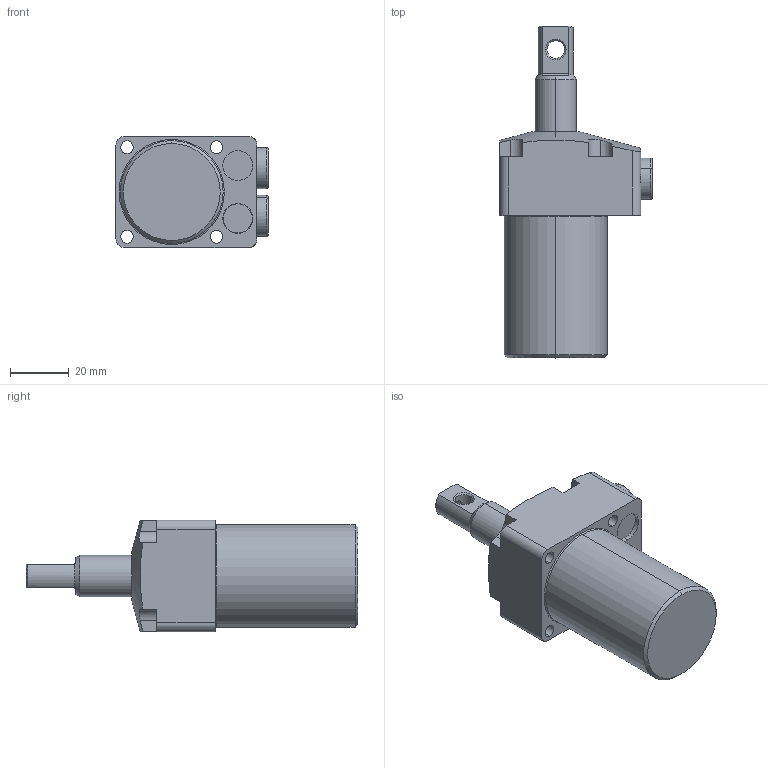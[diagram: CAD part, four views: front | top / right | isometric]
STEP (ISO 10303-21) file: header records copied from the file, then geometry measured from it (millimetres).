
FILE_DESCRIPTION (( 'STEP AP203' ), '1' );
FILE_NAME ('HCTU01-P.STEP', '2019-10-14T05:57:47', ( '微软用户' ), ( '微软中国' ), 'SwSTEP 2.0', 'SolidWorks 2012', '' );
FILE_SCHEMA (( 'CONFIG_CONTROL_DESIGN' ));
Length unit declared in the file: millimetre
Products named in the file (4): HCTU01-P掛极_______; HCTU01-P活塞杆_______; HCTU01-P黑芛_______; HCTU01-P
Assembly tree (4 placements, depth 2):
  HCTU01-P
    HCTU01-P掛极_______
    HCTU01-P活塞杆_______
    HCTU01-P黑芛_______  x2
Bounding box: 51.8 x 113 x 38 mm (x, y, z)
Volume: 93294.5 mm3; surface area: 19250.9 mm2
Topology: 4 solids, 4 shells, 155 faces, 362 edges, 228 vertices
Faces by surface type: cylinder 64, plane 55, cone 26, torus 10
Entity records: 4576 total; most frequent: CARTESIAN_POINT 990, DIRECTION 694, ORIENTED_EDGE 632, EDGE_CURVE 316, AXIS2_PLACEMENT_3D 278, VERTEX_POINT 200, EDGE_LOOP 156, VECTOR 138
